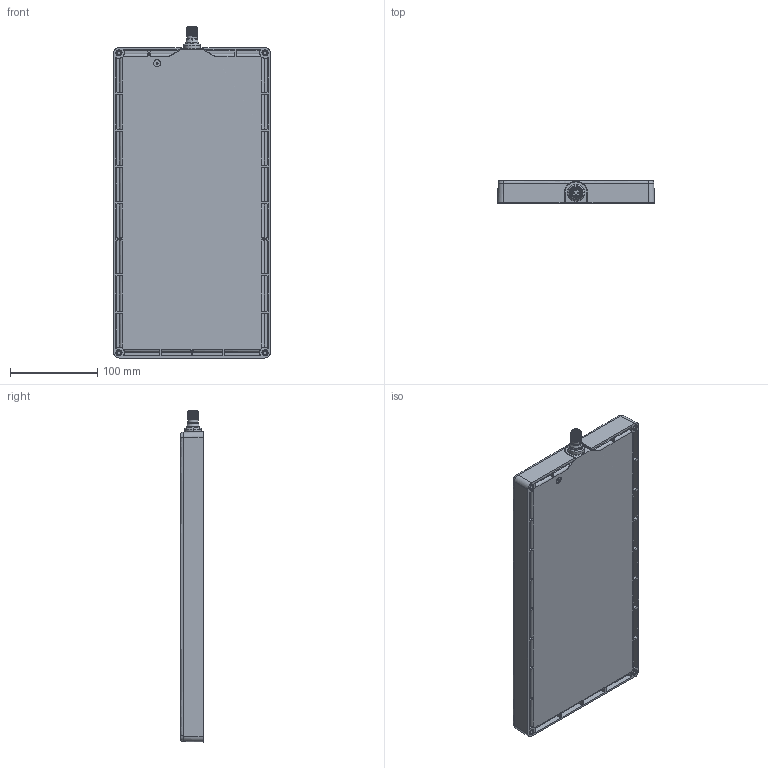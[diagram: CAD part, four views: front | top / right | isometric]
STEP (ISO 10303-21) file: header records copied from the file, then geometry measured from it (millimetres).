
FILE_DESCRIPTION((''),'2;1');
FILE_NAME('157871_SM01_ASM','2023-06-27T09:19:42',('banengservice'),('BANNER ENGINEERING'),'CREO PARAMETRIC BY PTC INC, 2022414','CREO PARAMETRIC BY PTC INC, 2022414','');
FILE_SCHEMA(('CONFIG_CONTROL_DESIGN'));
Length unit declared in the file: inch
Products named in the file (2): 157871_EP01; 157871_SM01_ASM
Assembly tree (1 placements, depth 2):
  157871_SM01_ASM
    157871_EP01
Bounding box: 180.1 x 25.77 x 381.35 mm (x, y, z)
Volume: 1580007.3 mm3; surface area: 186125.5 mm2
Topology: 1 solids, 1 shells, 592 faces, 1501 edges, 960 vertices
Faces by surface type: cylinder 193, plane 181, bspline 142, cone 61, torus 9, sphere 6
Entity records: 31245 total; most frequent: CARTESIAN_POINT 18393, ORIENTED_EDGE 3002, DIRECTION 2140, EDGE_CURVE 1501, VERTEX_POINT 960, AXIS2_PLACEMENT_3D 787, EDGE_LOOP 641, B_SPLINE_CURVE_WITH_KNOTS 601
